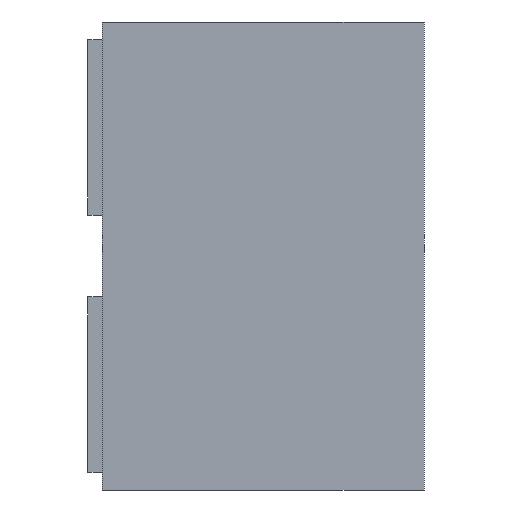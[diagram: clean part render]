
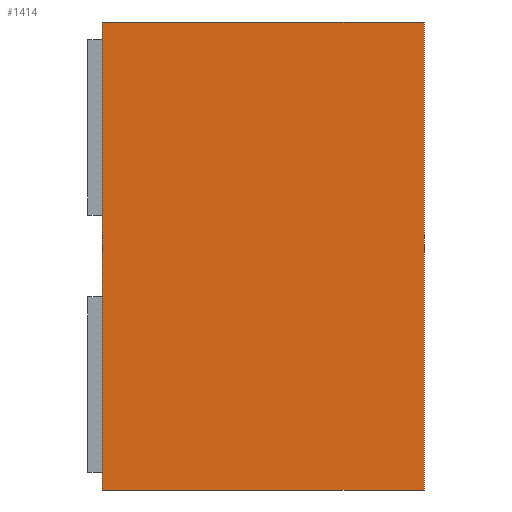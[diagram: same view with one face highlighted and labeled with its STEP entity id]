
A CAD part, left-side view. The second image highlights one B-rep face of the part: STEP entity #1414.
In plain terms, the highlighted planar face has unit normal (-1, 0, 0).
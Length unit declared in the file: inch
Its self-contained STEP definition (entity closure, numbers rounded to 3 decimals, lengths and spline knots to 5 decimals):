
#19 = CARTESIAN_POINT ( 'NONE',  ( -1.35, 0.55, 0.4 ) ) ;
#48 = CARTESIAN_POINT ( 'NONE',  ( -1.35, 0.55, -0.4 ) ) ;
#121 = PLANE ( 'NONE',  #634 ) ;
#134 = FACE_OUTER_BOUND ( 'NONE', #1689, .T. ) ;
#224 = VERTEX_POINT ( 'NONE', #1487 ) ;
#371 = VECTOR ( 'NONE', #1913, 39.37008 ) ;
#385 = LINE ( 'NONE', #1749, #1890 ) ;
#478 = LINE ( 'NONE', #48, #1458 ) ;
#501 = EDGE_CURVE ( 'NONE', #1464, #1751, #385, .T. ) ;
#606 = DIRECTION ( 'NONE',  ( 0., 0., 1. ) ) ;
#617 = LINE ( 'NONE', #19, #371 ) ;
#629 = DIRECTION ( 'NONE',  ( 1., 0., 0. ) ) ;
#634 = AXIS2_PLACEMENT_3D ( 'NONE', #1474, #629, #1216 ) ;
#637 = DIRECTION ( 'NONE',  ( 0., -1., 0. ) ) ;
#675 = CARTESIAN_POINT ( 'NONE',  ( -1.35, 0., -0.4 ) ) ;
#718 = EDGE_CURVE ( 'NONE', #1025, #224, #866, .T. ) ;
#803 = ORIENTED_EDGE ( 'NONE', *, *, #501, .F. ) ;
#866 = LINE ( 'NONE', #1041, #1168 ) ;
#961 = DIRECTION ( 'NONE',  ( 0., 0., 1. ) ) ;
#1025 = VERTEX_POINT ( 'NONE', #675 ) ;
#1041 = CARTESIAN_POINT ( 'NONE',  ( -1.35, 0., 0.4 ) ) ;
#1122 = EDGE_CURVE ( 'NONE', #1464, #1025, #478, .T. ) ;
#1168 = VECTOR ( 'NONE', #606, 39.37008 ) ;
#1216 = DIRECTION ( 'NONE',  ( 0., 0., -1. ) ) ;
#1305 = CARTESIAN_POINT ( 'NONE',  ( -1.35, 0.55, -0.4 ) ) ;
#1317 = ORIENTED_EDGE ( 'NONE', *, *, #1122, .T. ) ;
#1323 = EDGE_CURVE ( 'NONE', #1751, #224, #617, .T. ) ;
#1362 = CARTESIAN_POINT ( 'NONE',  ( -1.35, 0.55, 0.4 ) ) ;
#1414 = ADVANCED_FACE ( 'NONE', ( #134 ), #121, .F. ) ;
#1458 = VECTOR ( 'NONE', #637, 39.37008 ) ;
#1464 = VERTEX_POINT ( 'NONE', #1305 ) ;
#1474 = CARTESIAN_POINT ( 'NONE',  ( -1.35, 0.55, 0.4 ) ) ;
#1487 = CARTESIAN_POINT ( 'NONE',  ( -1.35, 0., 0.4 ) ) ;
#1612 = ORIENTED_EDGE ( 'NONE', *, *, #718, .T. ) ;
#1689 = EDGE_LOOP ( 'NONE', ( #1612, #1811, #803, #1317 ) ) ;
#1749 = CARTESIAN_POINT ( 'NONE',  ( -1.35, 0.55, 0.4 ) ) ;
#1751 = VERTEX_POINT ( 'NONE', #1362 ) ;
#1811 = ORIENTED_EDGE ( 'NONE', *, *, #1323, .F. ) ;
#1890 = VECTOR ( 'NONE', #961, 39.37008 ) ;
#1913 = DIRECTION ( 'NONE',  ( 0., -1., 0. ) ) ;
